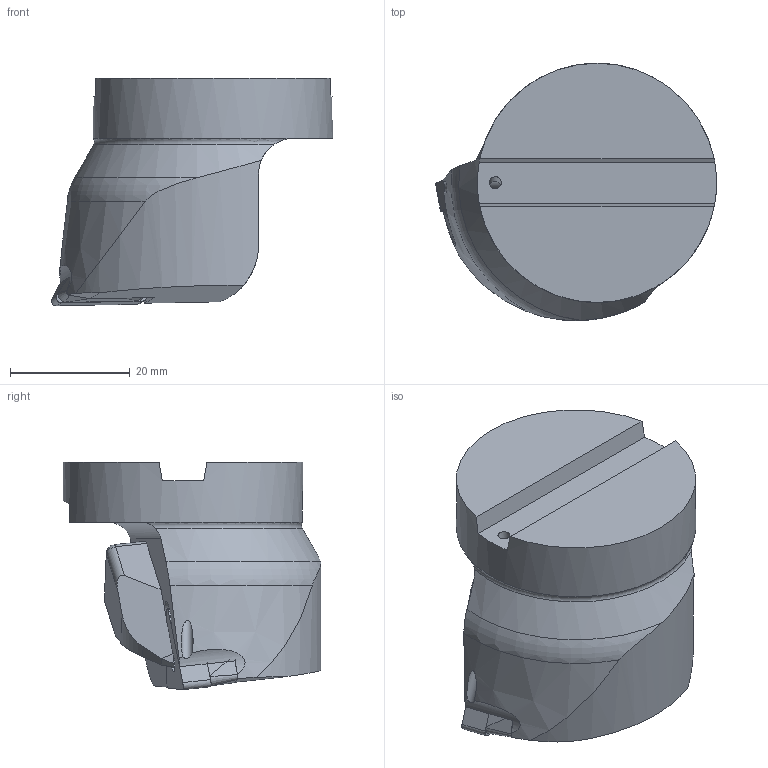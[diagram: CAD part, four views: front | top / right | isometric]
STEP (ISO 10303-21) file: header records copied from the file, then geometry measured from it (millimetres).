
FILE_DESCRIPTION((''),'1');
FILE_NAME('B40-DTFNR-27038-16.stp','2023-12-27T01:32:52',(''),(''),'Spatial Interop R21 SP3','Kubotek KeyCreator 2011 V10.0.2 (22737)',' ');
FILE_SCHEMA(('automotive_design'));
Length unit declared in the file: millimetre
Products named in the file (4): 242[4]; 241[3]; 240[2]
Bounding box: 46.98 x 43 x 38 mm (x, y, z)
Volume: 32614.6 mm3; surface area: 8819.2 mm2
Topology: 4 solids, 4 shells, 81 faces, 218 edges, 144 vertices
Faces by surface type: plane 44, cylinder 25, cone 8, sphere 2, torus 2
Full cylindrical faces by diameter (mm): 2 x2, 3.81 x1, 40 x1
Entity records: 4910 total; most frequent: CARTESIAN_POINT 848, ORIENTED_EDGE 422, PRESENTATION_STYLE_ASSIGNMENT 381, COLOUR_RGB 381, DIRECTION 374, STYLED_ITEM 296, CURVE_STYLE 296, DRAUGHTING_PRE_DEFINED_CURVE_FONT 296
